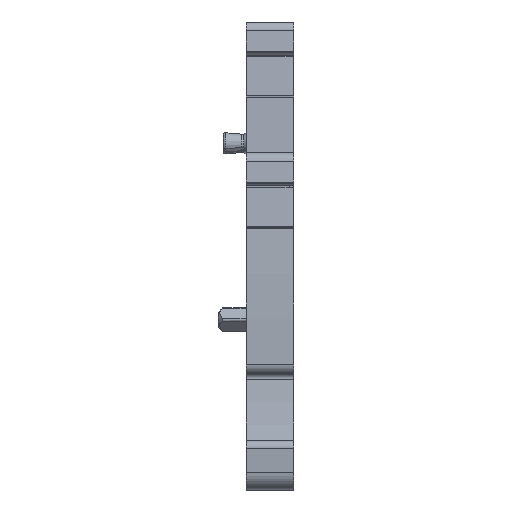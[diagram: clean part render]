
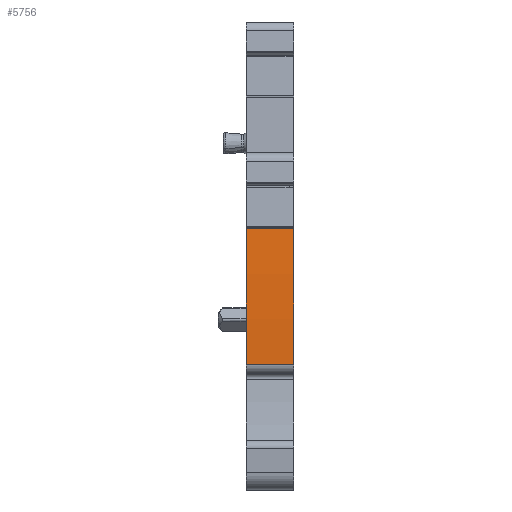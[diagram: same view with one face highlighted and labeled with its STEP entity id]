
A CAD part, front view. The second image highlights one B-rep face of the part: STEP entity #5756.
In plain terms, the highlighted cylindrical face has radius 151.052 mm (diameter 302.104 mm), a partial arc.
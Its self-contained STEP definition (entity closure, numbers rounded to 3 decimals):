
#1056=AXIS2_PLACEMENT_3D('Circle Axis2P3D',#1054,#1055,$) ;
#5736=AXIS2_PLACEMENT_3D('Cylinder Axis2P3D',#5733,#5734,#5735) ;
#5747=AXIS2_PLACEMENT_3D('Circle Axis2P3D',#5745,#5746,$) ;
#1051=CARTESIAN_POINT('Vertex',(3.,1.529,13.426)) ;
#1054=CARTESIAN_POINT('Axis2P3D Location',(3.,152.538,17.05)) ;
#1058=CARTESIAN_POINT('Vertex',(3.,1.887,28.054)) ;
#5718=CARTESIAN_POINT('Vertex',(8.1,1.887,28.054)) ;
#5721=CARTESIAN_POINT('Line Origine',(5.55,1.887,28.054)) ;
#5733=CARTESIAN_POINT('Axis2P3D Location',(5.55,152.538,17.05)) ;
#5738=CARTESIAN_POINT('Line Origine',(5.55,1.529,13.426)) ;
#5742=CARTESIAN_POINT('Vertex',(8.1,1.529,13.426)) ;
#5745=CARTESIAN_POINT('Axis2P3D Location',(8.1,152.538,17.05)) ;
#1055=DIRECTION('Axis2P3D Direction',(1.,0.,0.)) ;
#5722=DIRECTION('Vector Direction',(1.,0.,0.)) ;
#5734=DIRECTION('Axis2P3D Direction',(1.,0.,0.)) ;
#5735=DIRECTION('Axis2P3D XDirection',(0.,-0.996,0.089)) ;
#5739=DIRECTION('Vector Direction',(1.,0.,0.)) ;
#5746=DIRECTION('Axis2P3D Direction',(1.,0.,0.)) ;
#5723=VECTOR('Line Direction',#5722,1.) ;
#5740=VECTOR('Line Direction',#5739,1.) ;
#5751=ORIENTED_EDGE('',*,*,#1060,.T.) ;
#5752=ORIENTED_EDGE('',*,*,#5744,.T.) ;
#5753=ORIENTED_EDGE('',*,*,#5749,.F.) ;
#5754=ORIENTED_EDGE('',*,*,#5725,.T.) ;
#5756=ADVANCED_FACE('ASP_2T_2-5_P003602',(#5755),#5737,.T.) ;
#1057=CIRCLE('generated circle',#1056,151.052) ;
#5748=CIRCLE('generated circle',#5747,151.052) ;
#5737=CYLINDRICAL_SURFACE('generated cylinder',#5736,151.052) ;
#1060=EDGE_CURVE('',#1059,#1052,#1057,.T.) ;
#5725=EDGE_CURVE('',#5719,#1059,#5724,.F.) ;
#5744=EDGE_CURVE('',#1052,#5743,#5741,.T.) ;
#5749=EDGE_CURVE('',#5719,#5743,#5748,.T.) ;
#5750=EDGE_LOOP('',(#5751,#5752,#5753,#5754)) ;
#5755=FACE_OUTER_BOUND('',#5750,.T.) ;
#5724=LINE('Line',#5721,#5723) ;
#5741=LINE('Line',#5738,#5740) ;
#1052=VERTEX_POINT('',#1051) ;
#1059=VERTEX_POINT('',#1058) ;
#5719=VERTEX_POINT('',#5718) ;
#5743=VERTEX_POINT('',#5742) ;
